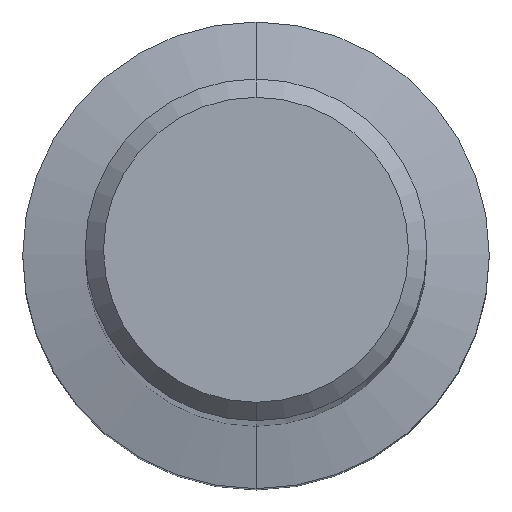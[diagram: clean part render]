
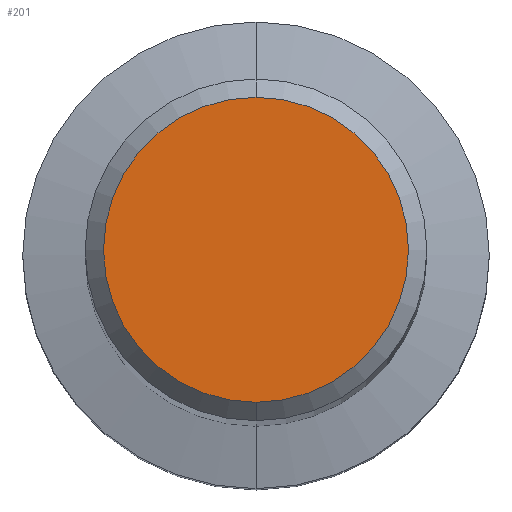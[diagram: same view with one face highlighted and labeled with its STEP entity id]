
A CAD part, top view. The second image highlights one B-rep face of the part: STEP entity #201.
In plain terms, the highlighted planar face has unit normal (0, 0, 1).
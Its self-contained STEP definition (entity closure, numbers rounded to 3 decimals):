
#149=EDGE_CURVE('',#157,#271,#349,.T.);
#157=VERTEX_POINT('',#358);
#201=ADVANCED_FACE('',(#408),#409,.T.);
#271=VERTEX_POINT('',#489);
#297=EDGE_CURVE('',#271,#157,#519,.T.);
#349=CIRCLE('',#572,4.15);
#358=CARTESIAN_POINT('',(0.,-4.15,0.0));
#408=FACE_OUTER_BOUND('',#645,.T.);
#409=PLANE('',#646);
#489=CARTESIAN_POINT('',(0.0,4.15,0.0));
#519=CIRCLE('',#790,4.15);
#572=AXIS2_PLACEMENT_3D('',#822,#823,#824);
#645=EDGE_LOOP('',(#904,#905));
#646=AXIS2_PLACEMENT_3D('',#906,#907,#908);
#790=AXIS2_PLACEMENT_3D('',#1051,#1052,#1053);
#822=CARTESIAN_POINT('',(0.0,0.0,0.0));
#823=DIRECTION('',(0.0,0.0,-1.0));
#824=DIRECTION('',(0.0,1.0,0.0));
#904=ORIENTED_EDGE('',*,*,#297,.F.);
#905=ORIENTED_EDGE('',*,*,#149,.F.);
#906=CARTESIAN_POINT('',(0.0,2.075,0.0));
#907=DIRECTION('',(-0.0,0.0,1.0));
#908=DIRECTION('',(0.0,-1.0,0.0));
#1051=CARTESIAN_POINT('',(0.0,0.0,0.0));
#1052=DIRECTION('',(0.0,0.0,-1.0));
#1053=DIRECTION('',(0.0,1.0,0.0));
